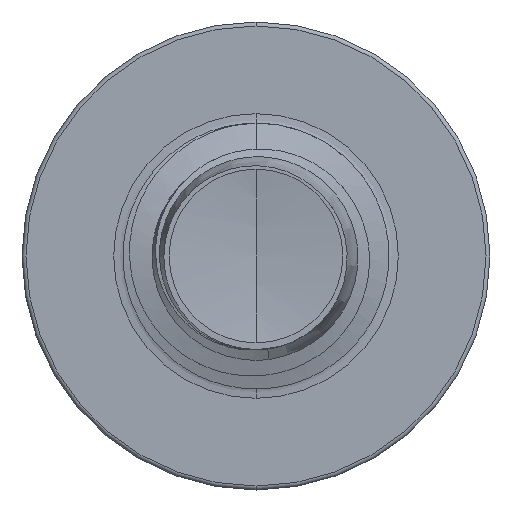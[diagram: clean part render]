
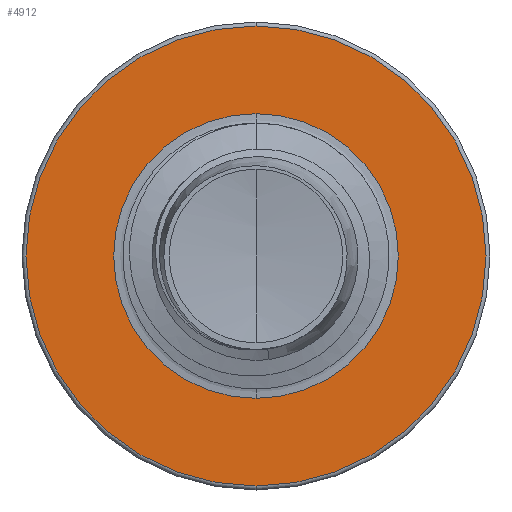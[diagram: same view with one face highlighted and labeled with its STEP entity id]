
A CAD part, front view. The second image highlights one B-rep face of the part: STEP entity #4912.
In plain terms, the highlighted planar face has unit normal (0, -1, 0).
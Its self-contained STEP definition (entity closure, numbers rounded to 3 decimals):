
#184 = CIRCLE ( 'NONE', #2216, 2.677 ) ;
#543 = VERTEX_POINT ( 'NONE', #3573 ) ;
#577 = DIRECTION ( 'NONE',  ( 0., 0., 1. ) ) ;
#581 = DIRECTION ( 'NONE',  ( 0., 1., 0. ) ) ;
#602 = CARTESIAN_POINT ( 'NONE',  ( 0., 5., 0. ) ) ;
#790 = CARTESIAN_POINT ( 'NONE',  ( 0., 5., -2.677 ) ) ;
#1964 = ORIENTED_EDGE ( 'NONE', *, *, #13791, .T. ) ;
#2216 = AXIS2_PLACEMENT_3D ( 'NONE', #9494, #9492, #9466 ) ;
#2279 = VERTEX_POINT ( 'NONE', #11233 ) ;
#2561 = ORIENTED_EDGE ( 'NONE', *, *, #13224, .T. ) ;
#2699 = AXIS2_PLACEMENT_3D ( 'NONE', #602, #581, #577 ) ;
#2822 = FACE_BOUND ( 'NONE', #6386, .T. ) ;
#3114 = AXIS2_PLACEMENT_3D ( 'NONE', #5220, #5644, #5216 ) ;
#3573 = CARTESIAN_POINT ( 'NONE',  ( 0., 5., 2.677 ) ) ;
#3675 = AXIS2_PLACEMENT_3D ( 'NONE', #4657, #4651, #4633 ) ;
#4087 = FACE_OUTER_BOUND ( 'NONE', #5206, .T. ) ;
#4633 = DIRECTION ( 'NONE',  ( 0., 0., 1. ) ) ;
#4651 = DIRECTION ( 'NONE',  ( 0., 1., 0. ) ) ;
#4657 = CARTESIAN_POINT ( 'NONE',  ( 0., 5., 0. ) ) ;
#4912 = ADVANCED_FACE ( 'NONE', ( #4087, #2822 ), #9895, .F. ) ;
#5206 = EDGE_LOOP ( 'NONE', ( #13185, #14787 ) ) ;
#5216 = DIRECTION ( 'NONE',  ( 0., 0., 1. ) ) ;
#5220 = CARTESIAN_POINT ( 'NONE',  ( 0., 5., 0. ) ) ;
#5644 = DIRECTION ( 'NONE',  ( 0., 1., 0. ) ) ;
#6386 = EDGE_LOOP ( 'NONE', ( #1964, #2561 ) ) ;
#6422 = CIRCLE ( 'NONE', #2699, 2.677 ) ;
#8328 = AXIS2_PLACEMENT_3D ( 'NONE', #9774, #9687, #9635 ) ;
#9466 = DIRECTION ( 'NONE',  ( 0., 0., 1. ) ) ;
#9492 = DIRECTION ( 'NONE',  ( 0., 1., 0. ) ) ;
#9494 = CARTESIAN_POINT ( 'NONE',  ( 0., 5., 0. ) ) ;
#9635 = DIRECTION ( 'NONE',  ( 0., 0., 1. ) ) ;
#9687 = DIRECTION ( 'NONE',  ( 0., 1., 0. ) ) ;
#9774 = CARTESIAN_POINT ( 'NONE',  ( 0., 5., -2.677 ) ) ;
#9895 = PLANE ( 'NONE',  #8328 ) ;
#10146 = CIRCLE ( 'NONE', #3114, 4.325 ) ;
#11233 = CARTESIAN_POINT ( 'NONE',  ( 0., 5., -4.325 ) ) ;
#12275 = EDGE_CURVE ( 'NONE', #2279, #14841, #15324, .T. ) ;
#12755 = EDGE_CURVE ( 'NONE', #14841, #2279, #10146, .T. ) ;
#13170 = CARTESIAN_POINT ( 'NONE',  ( 0., 5., 4.325 ) ) ;
#13185 = ORIENTED_EDGE ( 'NONE', *, *, #12755, .F. ) ;
#13224 = EDGE_CURVE ( 'NONE', #13787, #543, #184, .T. ) ;
#13787 = VERTEX_POINT ( 'NONE', #790 ) ;
#13791 = EDGE_CURVE ( 'NONE', #543, #13787, #6422, .T. ) ;
#14787 = ORIENTED_EDGE ( 'NONE', *, *, #12275, .F. ) ;
#14841 = VERTEX_POINT ( 'NONE', #13170 ) ;
#15324 = CIRCLE ( 'NONE', #3675, 4.325 ) ;
